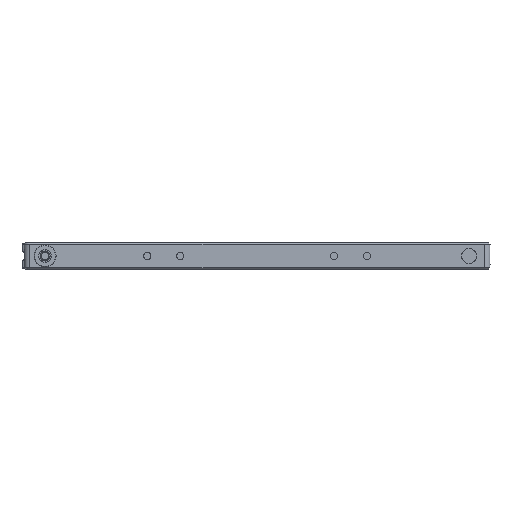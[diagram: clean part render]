
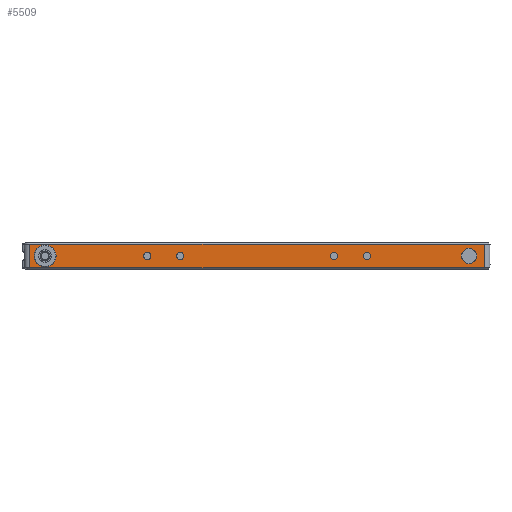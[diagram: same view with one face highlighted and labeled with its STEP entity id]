
A CAD part, left-side view. The second image highlights one B-rep face of the part: STEP entity #5509.
In plain terms, the highlighted planar face has unit normal (-1, 0, 0).
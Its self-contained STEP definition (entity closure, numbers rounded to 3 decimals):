
#527=DIRECTION('',(0.,-1.,0.));
#528=VECTOR('',#527,207.);
#529=CARTESIAN_POINT('',(-80.,103.5,5.25));
#530=LINE('',#529,#528);
#531=DIRECTION('',(0.,0.,-1.));
#532=VECTOR('',#531,10.5);
#533=CARTESIAN_POINT('',(-80.,-103.5,5.25));
#534=LINE('',#533,#532);
#535=DIRECTION('',(0.,1.,0.));
#536=VECTOR('',#535,207.);
#537=CARTESIAN_POINT('',(-80.,-103.5,
-5.25));
#538=LINE('',#537,#536);
#539=DIRECTION('',(0.,0.,-1.));
#540=VECTOR('',#539,10.5);
#541=CARTESIAN_POINT('',(-80.,103.5,5.25));
#542=LINE('',#541,#540);
#543=CARTESIAN_POINT('',(-80.,-96.5,0.));
#544=DIRECTION('',(1.,0.,0.));
#545=DIRECTION('',(0.,1.,0.));
#546=AXIS2_PLACEMENT_3D('',#543,#544,#545);
#548=CARTESIAN_POINT('',(-80.,-96.5,0.));
#549=DIRECTION('',(1.,0.,0.));
#550=DIRECTION('',(0.,-1.,0.));
#551=AXIS2_PLACEMENT_3D('',#548,#549,#550);
#553=CARTESIAN_POINT('',(-80.,35.,0.));
#554=DIRECTION('',(-1.,0.,0.));
#555=DIRECTION('',(0.,1.,0.));
#556=AXIS2_PLACEMENT_3D('',#553,#554,#555);
#558=CARTESIAN_POINT('',(-80.,35.,0.));
#559=DIRECTION('',(-1.,0.,0.));
#560=DIRECTION('',(0.,-1.,0.));
#561=AXIS2_PLACEMENT_3D('',#558,#559,#560);
#563=CARTESIAN_POINT('',(-80.,50.,0.));
#564=DIRECTION('',(-1.,0.,0.));
#565=DIRECTION('',(0.,1.,0.));
#566=AXIS2_PLACEMENT_3D('',#563,#564,#565);
#568=CARTESIAN_POINT('',(-80.,50.,0.));
#569=DIRECTION('',(-1.,0.,0.));
#570=DIRECTION('',(0.,-1.,0.));
#571=AXIS2_PLACEMENT_3D('',#568,#569,#570);
#573=CARTESIAN_POINT('',(-80.,-50.,0.));
#574=DIRECTION('',(-1.,0.,0.));
#575=DIRECTION('',(0.,1.,0.));
#576=AXIS2_PLACEMENT_3D('',#573,#574,#575);
#578=CARTESIAN_POINT('',(-80.,-50.,0.));
#579=DIRECTION('',(-1.,0.,0.));
#580=DIRECTION('',(0.,-1.,0.));
#581=AXIS2_PLACEMENT_3D('',#578,#579,#580);
#583=CARTESIAN_POINT('',(-80.,-35.,0.));
#584=DIRECTION('',(-1.,0.,0.));
#585=DIRECTION('',(0.,1.,0.));
#586=AXIS2_PLACEMENT_3D('',#583,#584,#585);
#588=CARTESIAN_POINT('',(-80.,-35.,0.));
#589=DIRECTION('',(-1.,0.,0.));
#590=DIRECTION('',(0.,-1.,0.));
#591=AXIS2_PLACEMENT_3D('',#588,#589,#590);
#593=CARTESIAN_POINT('',(-80.,96.5,0.));
#594=DIRECTION('',(-1.,0.,0.));
#595=DIRECTION('',(0.,1.,0.));
#596=AXIS2_PLACEMENT_3D('',#593,#594,#595);
#598=CARTESIAN_POINT('',(-80.,96.5,0.));
#599=DIRECTION('',(-1.,0.,0.));
#600=DIRECTION('',(0.,-1.,0.));
#601=AXIS2_PLACEMENT_3D('',#598,#599,#600);
#4619=CARTESIAN_POINT('',(-80.,-93.,0.));
#4620=CARTESIAN_POINT('',(-80.,-100.,0.));
#4621=VERTEX_POINT('',#4619);
#4622=VERTEX_POINT('',#4620);
#4669=CARTESIAN_POINT('',(-80.,103.5,5.25));
#4670=CARTESIAN_POINT('',(-80.,-103.5,
5.25));
#4671=VERTEX_POINT('',#4669);
#4672=VERTEX_POINT('',#4670);
#4691=CARTESIAN_POINT('',(-80.,-103.5,
-5.25));
#4692=CARTESIAN_POINT('',(-80.,103.5,
-5.25));
#4693=VERTEX_POINT('',#4691);
#4694=VERTEX_POINT('',#4692);
#4721=CARTESIAN_POINT('',(-80.,36.65,0.));
#4722=CARTESIAN_POINT('',(-80.,33.35,0.));
#4723=VERTEX_POINT('',#4721);
#4724=VERTEX_POINT('',#4722);
#4725=CARTESIAN_POINT('',(-80.,51.65,0.));
#4726=CARTESIAN_POINT('',(-80.,48.35,0.));
#4727=VERTEX_POINT('',#4725);
#4728=VERTEX_POINT('',#4726);
#4729=CARTESIAN_POINT('',(-80.,-48.35,0.));
#4730=CARTESIAN_POINT('',(-80.,-51.65,0.));
#4731=VERTEX_POINT('',#4729);
#4732=VERTEX_POINT('',#4730);
#4733=CARTESIAN_POINT('',(-80.,-33.35,0.));
#4734=CARTESIAN_POINT('',(-80.,-36.65,0.));
#4735=VERTEX_POINT('',#4733);
#4736=VERTEX_POINT('',#4734);
#5160=CARTESIAN_POINT('',(-80.,101.3,0.));
#5161=CARTESIAN_POINT('',(-80.,91.7,0.));
#5162=VERTEX_POINT('',#5160);
#5163=VERTEX_POINT('',#5161);
#5459=CARTESIAN_POINT('',(-80.,106.,-6.));
#5460=DIRECTION('',(-1.,0.,0.));
#5461=DIRECTION('',(0.,-1.,0.));
#5462=AXIS2_PLACEMENT_3D('',#5459,#5460,#5461);
#5463=PLANE('',#5462);
#5465=ORIENTED_EDGE('',*,*,#5464,.T.);
#5467=ORIENTED_EDGE('',*,*,#5466,.T.);
#5468=ORIENTED_EDGE('',*,*,#5450,.T.);
#5470=ORIENTED_EDGE('',*,*,#5469,.F.);
#5471=EDGE_LOOP('',(#5465,#5467,#5468,#5470));
#5472=FACE_OUTER_BOUND('',#5471,.F.);
#5474=ORIENTED_EDGE('',*,*,#5473,.F.);
#5476=ORIENTED_EDGE('',*,*,#5475,.F.);
#5477=EDGE_LOOP('',(#5474,#5476));
#5478=FACE_BOUND('',#5477,.F.);
#5480=ORIENTED_EDGE('',*,*,#5479,.T.);
#5482=ORIENTED_EDGE('',*,*,#5481,.T.);
#5483=EDGE_LOOP('',(#5480,#5482));
#5484=FACE_BOUND('',#5483,.F.);
#5486=ORIENTED_EDGE('',*,*,#5485,.T.);
#5488=ORIENTED_EDGE('',*,*,#5487,.T.);
#5489=EDGE_LOOP('',(#5486,#5488));
#5490=FACE_BOUND('',#5489,.F.);
#5492=ORIENTED_EDGE('',*,*,#5491,.T.);
#5494=ORIENTED_EDGE('',*,*,#5493,.T.);
#5495=EDGE_LOOP('',(#5492,#5494));
#5496=FACE_BOUND('',#5495,.F.);
#5498=ORIENTED_EDGE('',*,*,#5497,.T.);
#5500=ORIENTED_EDGE('',*,*,#5499,.T.);
#5501=EDGE_LOOP('',(#5498,#5500));
#5502=FACE_BOUND('',#5501,.F.);
#5504=ORIENTED_EDGE('',*,*,#5503,.T.);
#5506=ORIENTED_EDGE('',*,*,#5505,.T.);
#5507=EDGE_LOOP('',(#5504,#5506));
#5508=FACE_BOUND('',#5507,.F.);
#5509=ADVANCED_FACE('',(#5472,#5478,#5484,#5490,#5496,#5502,#5508),#5463,.T.);
#547=CIRCLE('',#546,3.5);
#552=CIRCLE('',#551,3.5);
#557=CIRCLE('',#556,1.65);
#562=CIRCLE('',#561,1.65);
#567=CIRCLE('',#566,1.65);
#572=CIRCLE('',#571,1.65);
#577=CIRCLE('',#576,1.65);
#582=CIRCLE('',#581,1.65);
#587=CIRCLE('',#586,1.65);
#592=CIRCLE('',#591,1.65);
#597=CIRCLE('',#596,4.8);
#602=CIRCLE('',#601,4.8);
#5450=EDGE_CURVE('',#4693,#4694,#538,.T.);
#5464=EDGE_CURVE('',#4671,#4672,#530,.T.);
#5466=EDGE_CURVE('',#4672,#4693,#534,.T.);
#5469=EDGE_CURVE('',#4671,#4694,#542,.T.);
#5473=EDGE_CURVE('',#4621,#4622,#547,.T.);
#5475=EDGE_CURVE('',#4622,#4621,#552,.T.);
#5479=EDGE_CURVE('',#4723,#4724,#557,.T.);
#5481=EDGE_CURVE('',#4724,#4723,#562,.T.);
#5485=EDGE_CURVE('',#4727,#4728,#567,.T.);
#5487=EDGE_CURVE('',#4728,#4727,#572,.T.);
#5491=EDGE_CURVE('',#4731,#4732,#577,.T.);
#5493=EDGE_CURVE('',#4732,#4731,#582,.T.);
#5497=EDGE_CURVE('',#4735,#4736,#587,.T.);
#5499=EDGE_CURVE('',#4736,#4735,#592,.T.);
#5503=EDGE_CURVE('',#5162,#5163,#597,.T.);
#5505=EDGE_CURVE('',#5163,#5162,#602,.T.);
